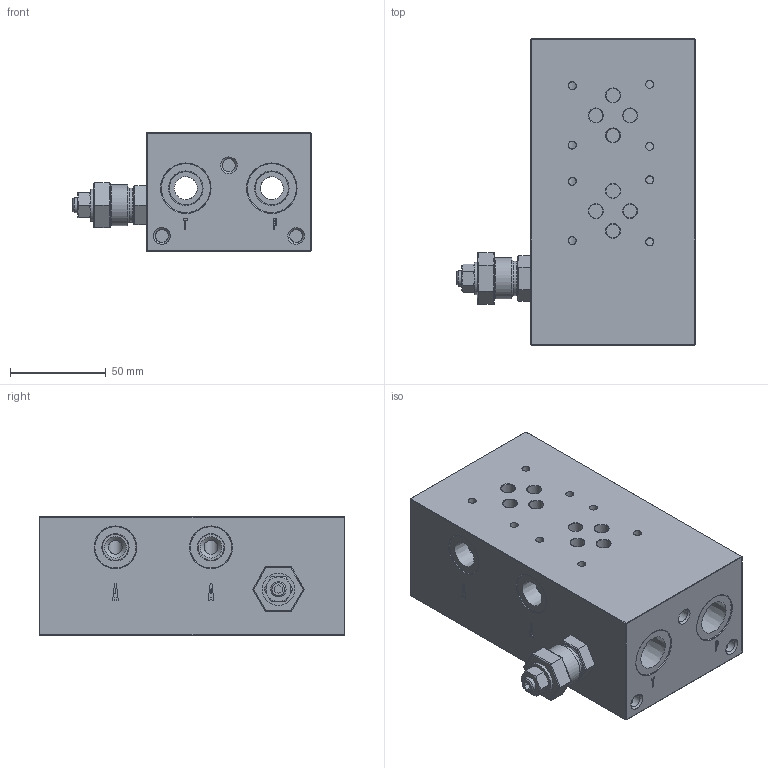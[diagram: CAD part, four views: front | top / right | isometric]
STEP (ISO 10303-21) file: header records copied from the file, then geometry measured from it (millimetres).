
FILE_DESCRIPTION(('FreeCAD Model'),'2;1');
FILE_NAME('Open CASCADE Shape Model','2025-05-03T09:16:03',('FreeCAD'),( 'FreeCAD'),'Open CASCADE STEP processor 7.6','FreeCAD','Unknown');
FILE_SCHEMA(('AUTOMOTIVE_DESIGN { 1 0 10303 214 1 1 1 1 }'));
Length unit declared in the file: millimetre
Products named in the file (1): Open CASCADE STEP translator 7.6 1
Bounding box: 124.54 x 160 x 62 mm (x, y, z)
Volume: 780433.5 mm3; surface area: 93354 mm2
Topology: 5 solids, 5 shells, 988 faces, 2525 edges, 1604 vertices
Faces by surface type: plane 784, cylinder 110, cone 77, sphere 8, bspline 7, torus 2
Full cylindrical faces by diameter (mm): 4.067 x8, 4.2 x8, 6 x1, 6.75 x19, 7 x4, 7.276 x4, 7.439 x8, 8 x2, 8.4 x1, 12 x2, 16 x1, 17 x1, 18 x1, 21.447 x1, 22 x4, 24 x4, 26 x4
Entity records: 33161 total; most frequent: CARTESIAN_POINT 9464, ORIENTED_EDGE 5034, DIRECTION 4573, EDGE_CURVE 2517, LINE 1943, VECTOR 1943, VERTEX_POINT 1604, AXIS2_PLACEMENT_3D 1315
